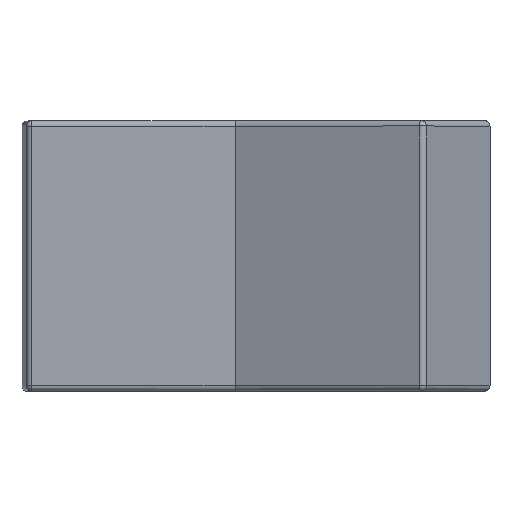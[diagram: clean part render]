
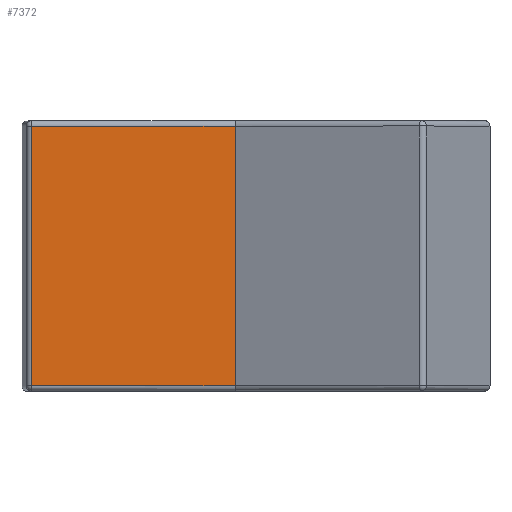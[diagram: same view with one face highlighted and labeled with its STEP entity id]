
A CAD part, top view. The second image highlights one B-rep face of the part: STEP entity #7372.
In plain terms, the highlighted planar face has unit normal (-0.002, 0, 1).
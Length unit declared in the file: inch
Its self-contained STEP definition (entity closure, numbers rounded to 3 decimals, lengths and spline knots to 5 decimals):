
#613=FACE_OUTER_BOUND('',#1061,.T.);
#1061=EDGE_LOOP('',(#6447,#6448,#6449,#6450));
#2035=LINE('',#12273,#2793);
#2037=LINE('',#12277,#2795);
#2040=LINE('',#12283,#2798);
#2051=LINE('',#12309,#2809);
#2793=VECTOR('',#10116,0.3937);
#2795=VECTOR('',#10120,0.3937);
#2798=VECTOR('',#10127,0.3937);
#2809=VECTOR('',#10156,0.3937);
#3466=VERTEX_POINT('',#12240);
#3473=VERTEX_POINT('',#12256);
#3474=VERTEX_POINT('',#12260);
#3479=VERTEX_POINT('',#12276);
#4469=EDGE_CURVE('',#3474,#3473,#2035,.T.);
#4471=EDGE_CURVE('',#3479,#3474,#2037,.T.);
#4475=EDGE_CURVE('',#3473,#3466,#2040,.T.);
#4489=EDGE_CURVE('',#3466,#3479,#2051,.T.);
#6447=ORIENTED_EDGE('',*,*,#4475,.F.);
#6448=ORIENTED_EDGE('',*,*,#4469,.F.);
#6449=ORIENTED_EDGE('',*,*,#4471,.F.);
#6450=ORIENTED_EDGE('',*,*,#4489,.F.);
#6951=PLANE('',#8112);
#7372=ADVANCED_FACE('',(#613),#6951,.T.);
#8112=AXIS2_PLACEMENT_3D('',#12308,#10154,#10155);
#10116=DIRECTION('',(0.,1.,0.));
#10120=DIRECTION('',(-1.,0.,-0.002));
#10127=DIRECTION('',(1.,0.,0.002));
#10154=DIRECTION('center_axis',(-0.002,0.,
1.));
#10155=DIRECTION('ref_axis',(0.,-1.,0.));
#10156=DIRECTION('',(0.,-1.,0.));
#12240=CARTESIAN_POINT('',(-0.05251,0.28563,0.77373));
#12256=CARTESIAN_POINT('',(-0.50019,0.28563,0.77288));
#12260=CARTESIAN_POINT('',(-0.50019,-0.28563,0.77288));
#12273=CARTESIAN_POINT('',(-0.50019,0.,0.77288));
#12276=CARTESIAN_POINT('',(-0.05251,-0.28563,0.77373));
#12277=CARTESIAN_POINT('',(-0.27054,-0.28563,0.77332));
#12283=CARTESIAN_POINT('',(-0.27054,0.28563,0.77332));
#12308=CARTESIAN_POINT('Origin',(-0.51162,0.,
0.77285));
#12309=CARTESIAN_POINT('',(-0.05251,0.,0.77373));
